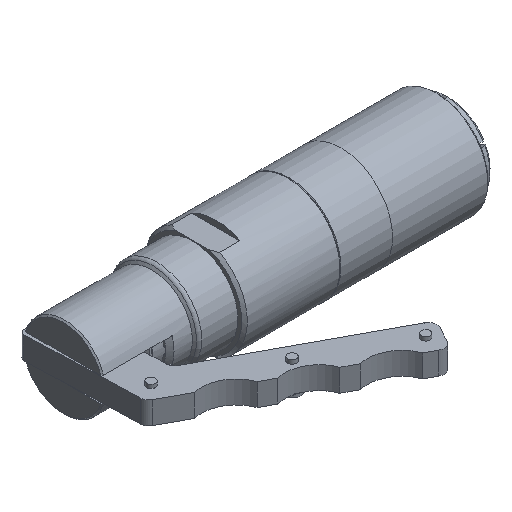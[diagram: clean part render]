
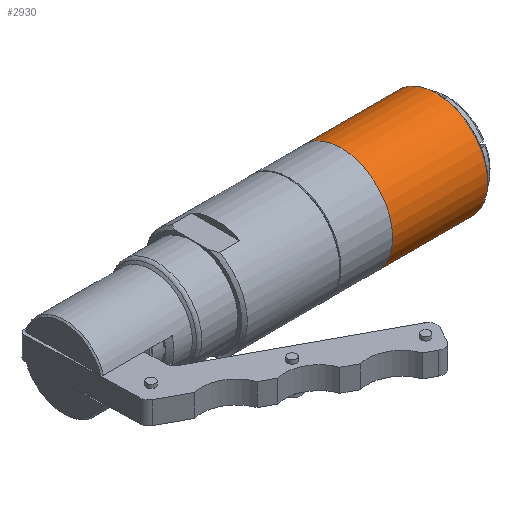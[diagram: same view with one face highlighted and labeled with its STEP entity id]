
A CAD part, isometric view. The second image highlights one B-rep face of the part: STEP entity #2930.
In plain terms, the highlighted cylindrical face has radius 18.796 mm (diameter 37.592 mm), a full revolution.
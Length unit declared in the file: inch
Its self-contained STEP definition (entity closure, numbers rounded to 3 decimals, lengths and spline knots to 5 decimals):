
#548=FACE_BOUND('',#941,.T.);
#703=FACE_OUTER_BOUND('',#940,.T.);
#940=EDGE_LOOP('',(#2431));
#941=EDGE_LOOP('',(#2432));
#1129=CIRCLE('',#3254,0.74);
#1130=CIRCLE('',#3256,0.74);
#1394=VERTEX_POINT('',#4995);
#1395=VERTEX_POINT('',#4998);
#1750=EDGE_CURVE('',#1394,#1394,#1129,.T.);
#1751=EDGE_CURVE('',#1395,#1395,#1130,.T.);
#2431=ORIENTED_EDGE('',*,*,#1750,.T.);
#2432=ORIENTED_EDGE('',*,*,#1751,.F.);
#2609=CYLINDRICAL_SURFACE('',#3257,0.74);
#2930=ADVANCED_FACE('',(#703,#548),#2609,.T.);
#3254=AXIS2_PLACEMENT_3D('',#4996,#4034,#4035);
#3256=AXIS2_PLACEMENT_3D('',#4999,#4038,#4039);
#3257=AXIS2_PLACEMENT_3D('',#5000,#4040,#4041);
#4034=DIRECTION('center_axis',(1.,0.,0.));
#4035=DIRECTION('ref_axis',(0.,1.,0.));
#4038=DIRECTION('center_axis',(1.,0.,0.));
#4039=DIRECTION('ref_axis',(0.,-1.,0.));
#4040=DIRECTION('center_axis',(1.,0.,0.));
#4041=DIRECTION('ref_axis',(0.,1.,0.));
#4995=CARTESIAN_POINT('',(2.539,-0.74,0.));
#4996=CARTESIAN_POINT('Origin',(2.539,0.,0.));
#4998=CARTESIAN_POINT('',(3.899,0.74,0.));
#4999=CARTESIAN_POINT('Origin',(3.899,0.,0.));
#5000=CARTESIAN_POINT('Origin',(2.859,0.,0.));
